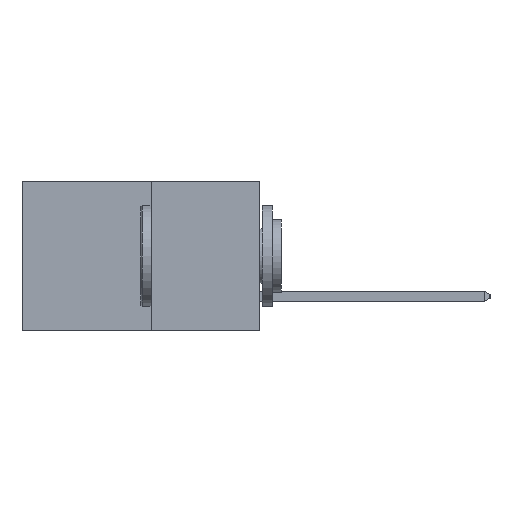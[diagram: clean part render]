
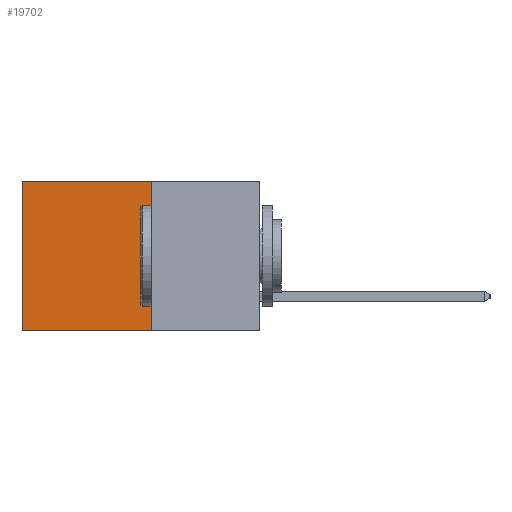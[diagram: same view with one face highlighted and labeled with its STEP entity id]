
A CAD part, left-side view. The second image highlights one B-rep face of the part: STEP entity #19702.
In plain terms, the highlighted planar face has unit normal (-1, 0, 0).
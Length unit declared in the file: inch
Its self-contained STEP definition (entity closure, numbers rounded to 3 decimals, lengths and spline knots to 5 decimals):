
#33 = DIRECTION ( 'NONE',  ( 0., 1., 0. ) ) ;
#78 = CARTESIAN_POINT ( 'NONE',  ( 0.277, 0.27, 0. ) ) ;
#1659 = VERTEX_POINT ( 'NONE', #6817 ) ;
#1788 = VERTEX_POINT ( 'NONE', #12051 ) ;
#1800 = CARTESIAN_POINT ( 'NONE',  ( 0.277, 0.27, -0.37 ) ) ;
#1948 = LINE ( 'NONE', #3391, #18251 ) ;
#3391 = CARTESIAN_POINT ( 'NONE',  ( 0.277, 0.27, -0.37 ) ) ;
#4425 = VECTOR ( 'NONE', #9132, 39.37008 ) ;
#5041 = VERTEX_POINT ( 'NONE', #6056 ) ;
#5582 = EDGE_CURVE ( 'NONE', #1659, #5041, #19627, .T. ) ;
#6056 = CARTESIAN_POINT ( 'NONE',  ( 0.277, 0.59, 0. ) ) ;
#6470 = AXIS2_PLACEMENT_3D ( 'NONE', #1800, #16087, #6656 ) ;
#6596 = CARTESIAN_POINT ( 'NONE',  ( 0.277, 0.59, -0.37 ) ) ;
#6656 = DIRECTION ( 'NONE',  ( 0., 0., -1. ) ) ;
#6817 = CARTESIAN_POINT ( 'NONE',  ( 0.277, 0.27, 0. ) ) ;
#7249 = EDGE_LOOP ( 'NONE', ( #13979, #12488, #12965, #10538 ) ) ;
#9132 = DIRECTION ( 'NONE',  ( 0., 0., -1. ) ) ;
#9691 = EDGE_CURVE ( 'NONE', #1788, #11562, #1948, .T. ) ;
#10538 = ORIENTED_EDGE ( 'NONE', *, *, #5582, .T. ) ;
#11318 = VECTOR ( 'NONE', #33, 39.37008 ) ;
#11562 = VERTEX_POINT ( 'NONE', #6596 ) ;
#12051 = CARTESIAN_POINT ( 'NONE',  ( 0.277, 0.27, -0.37 ) ) ;
#12488 = ORIENTED_EDGE ( 'NONE', *, *, #9691, .F. ) ;
#12868 = PLANE ( 'NONE',  #6470 ) ;
#12965 = ORIENTED_EDGE ( 'NONE', *, *, #16353, .F. ) ;
#13979 = ORIENTED_EDGE ( 'NONE', *, *, #19173, .T. ) ;
#14788 = CARTESIAN_POINT ( 'NONE',  ( 0.277, 0.59, -0.37 ) ) ;
#16021 = DIRECTION ( 'NONE',  ( 0., 1., 0. ) ) ;
#16087 = DIRECTION ( 'NONE',  ( 1., 0., 0. ) ) ;
#16353 = EDGE_CURVE ( 'NONE', #1659, #1788, #17480, .T. ) ;
#16634 = FACE_OUTER_BOUND ( 'NONE', #7249, .T. ) ;
#17480 = LINE ( 'NONE', #20039, #4425 ) ;
#17911 = DIRECTION ( 'NONE',  ( 0., 0., -1. ) ) ;
#18251 = VECTOR ( 'NONE', #16021, 39.37008 ) ;
#19039 = VECTOR ( 'NONE', #17911, 39.37008 ) ;
#19173 = EDGE_CURVE ( 'NONE', #5041, #11562, #19503, .T. ) ;
#19503 = LINE ( 'NONE', #14788, #19039 ) ;
#19627 = LINE ( 'NONE', #78, #11318 ) ;
#19702 = ADVANCED_FACE ( 'NONE', ( #16634 ), #12868, .F. ) ;
#20039 = CARTESIAN_POINT ( 'NONE',  ( 0.277, 0.27, -0.37 ) ) ;
